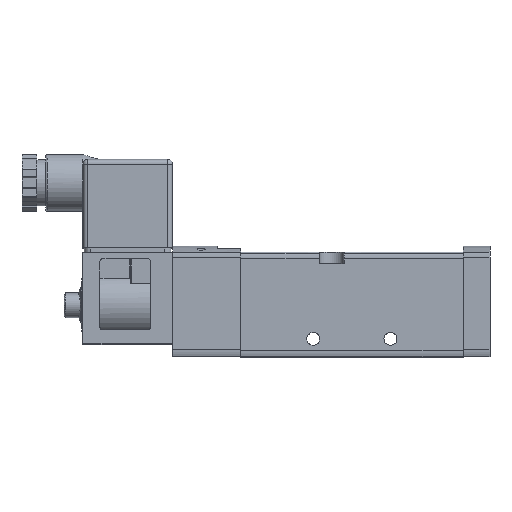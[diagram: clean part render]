
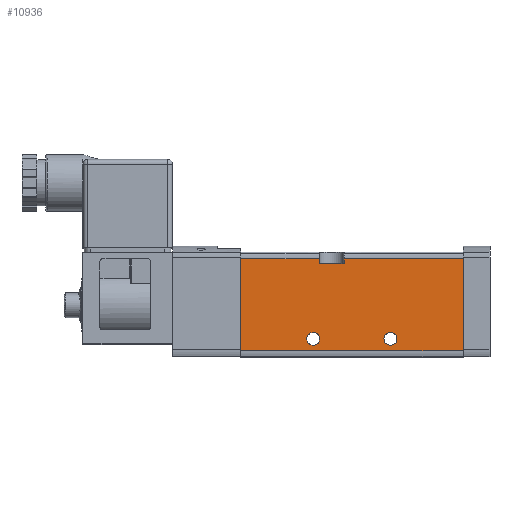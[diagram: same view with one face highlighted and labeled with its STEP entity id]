
A CAD part, top view. The second image highlights one B-rep face of the part: STEP entity #10936.
In plain terms, the highlighted planar face has unit normal (0, 0, 1).
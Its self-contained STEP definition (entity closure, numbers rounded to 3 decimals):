
#404=LINE('',#15096,#1096);
#405=LINE('',#15099,#1097);
#406=LINE('',#15101,#1098);
#407=LINE('',#15103,#1099);
#408=LINE('',#15105,#1100);
#409=LINE('',#15107,#1101);
#410=LINE('',#15109,#1102);
#411=LINE('',#15111,#1103);
#1096=VECTOR('',#12484,1000.);
#1097=VECTOR('',#12485,1000.);
#1098=VECTOR('',#12486,1000.);
#1099=VECTOR('',#12487,1000.);
#1100=VECTOR('',#12488,1000.);
#1101=VECTOR('',#12489,1000.);
#1102=VECTOR('',#12490,1000.);
#1103=VECTOR('',#12491,1000.);
#1810=ORIENTED_EDGE('',*,*,#4184,.F.);
#1811=ORIENTED_EDGE('',*,*,#4185,.F.);
#1812=ORIENTED_EDGE('',*,*,#4186,.F.);
#1813=ORIENTED_EDGE('',*,*,#4187,.T.);
#1814=ORIENTED_EDGE('',*,*,#4188,.T.);
#1815=ORIENTED_EDGE('',*,*,#4189,.F.);
#1816=ORIENTED_EDGE('',*,*,#4190,.F.);
#1817=ORIENTED_EDGE('',*,*,#4191,.T.);
#1818=ORIENTED_EDGE('',*,*,#4192,.F.);
#1819=ORIENTED_EDGE('',*,*,#4193,.F.);
#4184=EDGE_CURVE('',#5368,#5368,#6177,.F.);
#4185=EDGE_CURVE('',#5369,#5369,#6178,.F.);
#4186=EDGE_CURVE('',#5370,#5371,#404,.T.);
#4187=EDGE_CURVE('',#5370,#5372,#405,.T.);
#4188=EDGE_CURVE('',#5372,#5373,#406,.T.);
#4189=EDGE_CURVE('',#5374,#5373,#407,.T.);
#4190=EDGE_CURVE('',#5375,#5374,#408,.T.);
#4191=EDGE_CURVE('',#5375,#5376,#409,.T.);
#4192=EDGE_CURVE('',#5377,#5376,#410,.T.);
#4193=EDGE_CURVE('',#5371,#5377,#411,.T.);
#5368=VERTEX_POINT('',#15093);
#5369=VERTEX_POINT('',#15095);
#5370=VERTEX_POINT('',#15097);
#5371=VERTEX_POINT('',#15098);
#5372=VERTEX_POINT('',#15100);
#5373=VERTEX_POINT('',#15102);
#5374=VERTEX_POINT('',#15104);
#5375=VERTEX_POINT('',#15106);
#5376=VERTEX_POINT('',#15108);
#5377=VERTEX_POINT('',#15110);
#6177=CIRCLE('',#11479,2.1);
#6178=CIRCLE('',#11480,2.1);
#6556=EDGE_LOOP('',(#1810));
#6557=EDGE_LOOP('',(#1811));
#6558=EDGE_LOOP('',(#1812,#1813,#1814,#1815,#1816,#1817,#1818,#1819));
#7213=FACE_BOUND('',#6556,.T.);
#7214=FACE_BOUND('',#6557,.T.);
#7215=FACE_BOUND('',#6558,.T.);
#7862=PLANE('',#11478);
#10936=ADVANCED_FACE('',(#7213,#7214,#7215),#7862,.F.);
#11478=AXIS2_PLACEMENT_3D('',#15091,#12478,#12479);
#11479=AXIS2_PLACEMENT_3D('',#15092,#12480,#12481);
#11480=AXIS2_PLACEMENT_3D('',#15094,#12482,#12483);
#12478=DIRECTION('',(0.,0.,-1.));
#12479=DIRECTION('',(-1.,0.,0.));
#12480=DIRECTION('',(0.,0.,-1.));
#12481=DIRECTION('',(-1.,0.,0.));
#12482=DIRECTION('',(0.,0.,-1.));
#12483=DIRECTION('',(-1.,0.,0.));
#12484=DIRECTION('',(0.,-1.,0.));
#12485=DIRECTION('',(-1.,0.,0.));
#12486=DIRECTION('',(0.,-1.,0.));
#12487=DIRECTION('',(-1.,0.,0.));
#12488=DIRECTION('',(0.,-1.,0.));
#12489=DIRECTION('',(-1.,0.,0.));
#12490=DIRECTION('',(0.,1.,0.));
#12491=DIRECTION('',(1.,0.,0.));
#15091=CARTESIAN_POINT('',(36.,31.9,13.25));
#15092=CARTESIAN_POINT('',(12.5,6.,13.25));
#15093=CARTESIAN_POINT('',(10.4,6.,13.25));
#15094=CARTESIAN_POINT('',(-12.5,6.,13.25));
#15095=CARTESIAN_POINT('',(-14.6,6.,13.25));
#15096=CARTESIAN_POINT('',(-10.5,31.9,13.25));
#15097=CARTESIAN_POINT('',(-10.5,31.9,13.25));
#15098=CARTESIAN_POINT('',(-10.5,30.3,13.25));
#15099=CARTESIAN_POINT('',(36.,31.9,13.25));
#15100=CARTESIAN_POINT('',(-36.,31.9,13.25));
#15101=CARTESIAN_POINT('',(-36.,31.9,13.25));
#15102=CARTESIAN_POINT('',(-36.,2.1,13.25));
#15103=CARTESIAN_POINT('',(36.,2.1,13.25));
#15104=CARTESIAN_POINT('',(36.,2.1,13.25));
#15105=CARTESIAN_POINT('',(36.,31.9,13.25));
#15106=CARTESIAN_POINT('',(36.,31.9,13.25));
#15107=CARTESIAN_POINT('',(36.,31.9,13.25));
#15108=CARTESIAN_POINT('',(-2.5,31.9,13.25));
#15109=CARTESIAN_POINT('',(-2.5,31.9,13.25));
#15110=CARTESIAN_POINT('',(-2.5,30.3,13.25));
#15111=CARTESIAN_POINT('',(36.,30.3,13.25));
